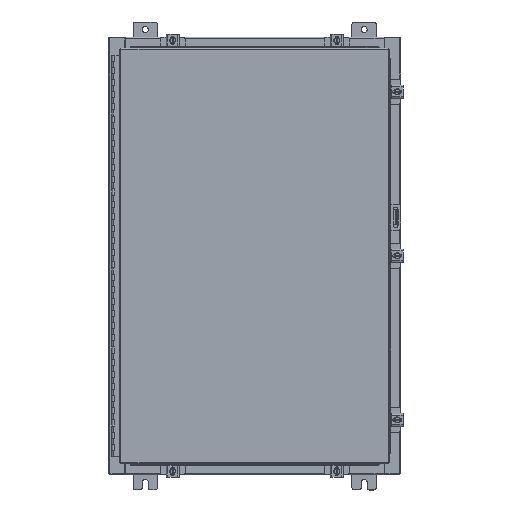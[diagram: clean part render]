
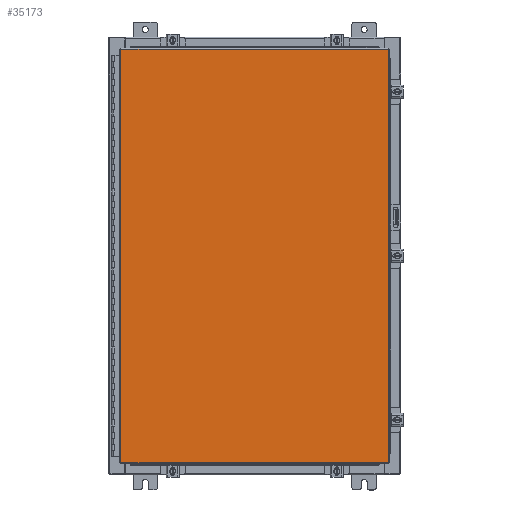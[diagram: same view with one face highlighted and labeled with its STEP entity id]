
A CAD part, top view. The second image highlights one B-rep face of the part: STEP entity #35173.
In plain terms, the highlighted planar face has unit normal (0, 0, 1).
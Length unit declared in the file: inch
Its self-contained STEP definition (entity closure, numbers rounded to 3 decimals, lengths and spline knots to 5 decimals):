
#4 = PLANE ( 'NONE',  #23083 ) ;
#189 = ORIENTED_EDGE ( 'NONE', *, *, #15550, .T. ) ;
#1853 = ORIENTED_EDGE ( 'NONE', *, *, #35996, .T. ) ;
#2782 = LINE ( 'NONE', #28312, #28000 ) ;
#3338 = VECTOR ( 'NONE', #15204, 39.37008 ) ;
#4946 = EDGE_CURVE ( 'NONE', #14097, #18585, #22744, .T. ) ;
#8674 = DIRECTION ( 'NONE',  ( 1., 0., 0. ) ) ;
#9332 = CARTESIAN_POINT ( 'NONE',  ( -10.9903, 17.0063, 0. ) ) ;
#9501 = VERTEX_POINT ( 'NONE', #22545 ) ;
#9889 = ORIENTED_EDGE ( 'NONE', *, *, #19719, .T. ) ;
#9944 = DIRECTION ( 'NONE',  ( 0., 0., -1. ) ) ;
#14024 = VECTOR ( 'NONE', #15039, 39.37008 ) ;
#14097 = VERTEX_POINT ( 'NONE', #18842 ) ;
#15039 = DIRECTION ( 'NONE',  ( -1., 0., 0. ) ) ;
#15204 = DIRECTION ( 'NONE',  ( 0., -1., 0. ) ) ;
#15550 = EDGE_CURVE ( 'NONE', #30515, #14097, #29023, .T. ) ;
#15692 = CARTESIAN_POINT ( 'NONE',  ( 10.9903, -17.0063, 0. ) ) ;
#15849 = CARTESIAN_POINT ( 'NONE',  ( 10.9903, -17.0063, 0. ) ) ;
#18585 = VERTEX_POINT ( 'NONE', #9332 ) ;
#18842 = CARTESIAN_POINT ( 'NONE',  ( 10.9903, 17.0063, 0. ) ) ;
#19719 = EDGE_CURVE ( 'NONE', #9501, #30515, #2782, .T. ) ;
#21326 = VECTOR ( 'NONE', #38833, 39.37008 ) ;
#21504 = CARTESIAN_POINT ( 'NONE',  ( 10.9903, 17.0063, 0. ) ) ;
#22545 = CARTESIAN_POINT ( 'NONE',  ( -10.9903, -17.0063, 0. ) ) ;
#22744 = LINE ( 'NONE', #21504, #14024 ) ;
#23083 = AXIS2_PLACEMENT_3D ( 'NONE', #29618, #9944, #32921 ) ;
#25525 = FACE_OUTER_BOUND ( 'NONE', #26160, .T. ) ;
#26160 = EDGE_LOOP ( 'NONE', ( #9889, #189, #39179, #1853 ) ) ;
#28000 = VECTOR ( 'NONE', #8674, 39.37008 ) ;
#28312 = CARTESIAN_POINT ( 'NONE',  ( -10.9903, -17.0063, 0. ) ) ;
#29023 = LINE ( 'NONE', #15849, #21326 ) ;
#29618 = CARTESIAN_POINT ( 'NONE',  ( 0., 0., 0. ) ) ;
#30515 = VERTEX_POINT ( 'NONE', #15692 ) ;
#30606 = LINE ( 'NONE', #34866, #3338 ) ;
#32921 = DIRECTION ( 'NONE',  ( -1., 0., 0. ) ) ;
#34866 = CARTESIAN_POINT ( 'NONE',  ( -10.9903, 17.0063, 0. ) ) ;
#35173 = ADVANCED_FACE ( 'NONE', ( #25525 ), #4, .F. ) ;
#35996 = EDGE_CURVE ( 'NONE', #18585, #9501, #30606, .T. ) ;
#38833 = DIRECTION ( 'NONE',  ( 0., 1., 0. ) ) ;
#39179 = ORIENTED_EDGE ( 'NONE', *, *, #4946, .T. ) ;
